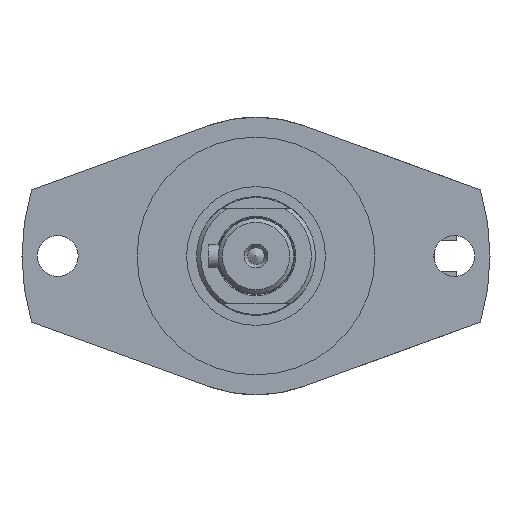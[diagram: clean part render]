
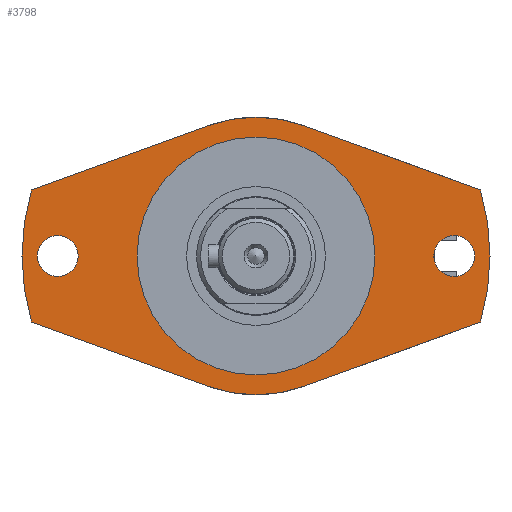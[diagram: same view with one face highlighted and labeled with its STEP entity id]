
A CAD part, left-side view. The second image highlights one B-rep face of the part: STEP entity #3798.
In plain terms, the highlighted planar face has unit normal (-1, 0, 0).
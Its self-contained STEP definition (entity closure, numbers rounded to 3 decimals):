
#156=PLANE('',#4186);
#229=FACE_BOUND('',#1131,.T.);
#230=FACE_BOUND('',#1132,.T.);
#231=FACE_BOUND('',#1133,.T.);
#370=LINE('',#6540,#586);
#371=LINE('',#6543,#587);
#372=LINE('',#6545,#588);
#373=LINE('',#6548,#589);
#586=VECTOR('',#5037,10.);
#587=VECTOR('',#5040,10.);
#588=VECTOR('',#5041,10.);
#589=VECTOR('',#5044,10.);
#895=FACE_OUTER_BOUND('',#1130,.T.);
#1130=EDGE_LOOP('',(#2965,#2966,#2967,#2968,#2969,#2970,#2971,#2972));
#1131=EDGE_LOOP('',(#2973));
#1132=EDGE_LOOP('',(#2974));
#1133=EDGE_LOOP('',(#2975,#2976));
#1388=CIRCLE('',#4176,59.);
#1389=CIRCLE('',#4178,30.);
#1390=CIRCLE('',#4179,30.);
#1394=CIRCLE('',#4185,59.);
#1395=CIRCLE('',#4187,35.);
#1396=CIRCLE('',#4188,35.);
#1397=CIRCLE('',#4189,5.15);
#1398=CIRCLE('',#4190,5.15);
#1703=VERTEX_POINT('',#6513);
#1704=VERTEX_POINT('',#6515);
#1705=VERTEX_POINT('',#6519);
#1706=VERTEX_POINT('',#6520);
#1709=VERTEX_POINT('',#6530);
#1712=VERTEX_POINT('',#6535);
#1713=VERTEX_POINT('',#6539);
#1714=VERTEX_POINT('',#6541);
#1715=VERTEX_POINT('',#6544);
#1716=VERTEX_POINT('',#6546);
#1717=VERTEX_POINT('',#6549);
#1718=VERTEX_POINT('',#6551);
#2163=EDGE_CURVE('',#1703,#1704,#1388,.T.);
#2165=EDGE_CURVE('',#1705,#1706,#1389,.T.);
#2166=EDGE_CURVE('',#1706,#1705,#1390,.T.);
#2173=EDGE_CURVE('',#1712,#1709,#1394,.T.);
#2174=EDGE_CURVE('',#1703,#1713,#370,.T.);
#2175=EDGE_CURVE('',#1713,#1714,#1395,.T.);
#2176=EDGE_CURVE('',#1714,#1709,#371,.T.);
#2177=EDGE_CURVE('',#1712,#1715,#372,.T.);
#2178=EDGE_CURVE('',#1715,#1716,#1396,.T.);
#2179=EDGE_CURVE('',#1716,#1704,#373,.T.);
#2180=EDGE_CURVE('',#1717,#1717,#1397,.T.);
#2181=EDGE_CURVE('',#1718,#1718,#1398,.T.);
#2965=ORIENTED_EDGE('',*,*,#2174,.T.);
#2966=ORIENTED_EDGE('',*,*,#2175,.T.);
#2967=ORIENTED_EDGE('',*,*,#2176,.T.);
#2968=ORIENTED_EDGE('',*,*,#2173,.F.);
#2969=ORIENTED_EDGE('',*,*,#2177,.T.);
#2970=ORIENTED_EDGE('',*,*,#2178,.T.);
#2971=ORIENTED_EDGE('',*,*,#2179,.T.);
#2972=ORIENTED_EDGE('',*,*,#2163,.F.);
#2973=ORIENTED_EDGE('',*,*,#2180,.T.);
#2974=ORIENTED_EDGE('',*,*,#2181,.T.);
#2975=ORIENTED_EDGE('',*,*,#2165,.T.);
#2976=ORIENTED_EDGE('',*,*,#2166,.T.);
#3798=ADVANCED_FACE('',(#895,#229,#230,#231),#156,.T.);
#4176=AXIS2_PLACEMENT_3D('',#6516,#5011,#5012);
#4178=AXIS2_PLACEMENT_3D('',#6521,#5016,#5017);
#4179=AXIS2_PLACEMENT_3D('',#6522,#5018,#5019);
#4185=AXIS2_PLACEMENT_3D('',#6537,#5033,#5034);
#4186=AXIS2_PLACEMENT_3D('',#6538,#5035,#5036);
#4187=AXIS2_PLACEMENT_3D('',#6542,#5038,#5039);
#4188=AXIS2_PLACEMENT_3D('',#6547,#5042,#5043);
#4189=AXIS2_PLACEMENT_3D('',#6550,#5045,#5046);
#4190=AXIS2_PLACEMENT_3D('',#6552,#5047,#5048);
#5011=DIRECTION('center_axis',(1.,0.,0.));
#5012=DIRECTION('ref_axis',(0.,1.,0.));
#5016=DIRECTION('center_axis',(1.,0.,0.));
#5017=DIRECTION('ref_axis',(0.,1.,0.));
#5018=DIRECTION('center_axis',(1.,0.,0.));
#5019=DIRECTION('ref_axis',(0.,1.,0.));
#5033=DIRECTION('center_axis',(1.,0.,0.));
#5034=DIRECTION('ref_axis',(0.,1.,0.));
#5035=DIRECTION('center_axis',(-1.,0.,0.));
#5036=DIRECTION('ref_axis',(0.,0.,
1.));
#5037=DIRECTION('',(0.,-0.94,-0.342));
#5038=DIRECTION('center_axis',(-1.,0.,0.));
#5039=DIRECTION('ref_axis',(0.,-0.342,0.94));
#5040=DIRECTION('',(0.,-0.94,0.342));
#5041=DIRECTION('',(0.,0.94,0.342));
#5042=DIRECTION('center_axis',(-1.,0.,0.));
#5043=DIRECTION('ref_axis',(0.,0.342,-0.94));
#5044=DIRECTION('',(0.,0.94,-0.342));
#5045=DIRECTION('center_axis',(1.,0.,0.));
#5046=DIRECTION('ref_axis',(0.,0.,
-1.));
#5047=DIRECTION('center_axis',(1.,0.,0.));
#5048=DIRECTION('ref_axis',(0.,0.,
-1.));
#6513=CARTESIAN_POINT('',(-165.5,56.604,-16.644));
#6515=CARTESIAN_POINT('',(-165.5,56.604,16.644));
#6516=CARTESIAN_POINT('Origin',(-165.5,0.,
0.));
#6519=CARTESIAN_POINT('',(-165.5,30.,0.));
#6520=CARTESIAN_POINT('',(-165.5,-30.,0.));
#6521=CARTESIAN_POINT('Origin',(-165.5,0.,
0.));
#6522=CARTESIAN_POINT('Origin',(-165.5,0.,
0.));
#6530=CARTESIAN_POINT('',(-165.5,-56.604,-16.644));
#6535=CARTESIAN_POINT('',(-165.5,-56.604,16.644));
#6537=CARTESIAN_POINT('Origin',(-165.5,0.,
0.));
#6538=CARTESIAN_POINT('Origin',(-165.5,44.5,0.));
#6539=CARTESIAN_POINT('',(-165.5,11.971,-32.889));
#6540=CARTESIAN_POINT('',(-165.5,76.799,-9.294));
#6541=CARTESIAN_POINT('',(-165.5,-11.971,-32.889));
#6542=CARTESIAN_POINT('Origin',(-165.5,0.,
0.));
#6543=CARTESIAN_POINT('',(-165.5,7.677,-40.04));
#6544=CARTESIAN_POINT('',(-165.5,-11.971,32.889));
#6545=CARTESIAN_POINT('',(-165.5,-37.505,23.596));
#6546=CARTESIAN_POINT('',(-165.5,11.971,32.889));
#6547=CARTESIAN_POINT('Origin',(-165.5,0.,
0.));
#6548=CARTESIAN_POINT('',(-165.5,31.618,25.738));
#6549=CARTESIAN_POINT('',(-165.5,-50.,5.15));
#6550=CARTESIAN_POINT('Origin',(-165.5,-50.,0.));
#6551=CARTESIAN_POINT('',(-165.5,50.,5.15));
#6552=CARTESIAN_POINT('Origin',(-165.5,50.,0.));
